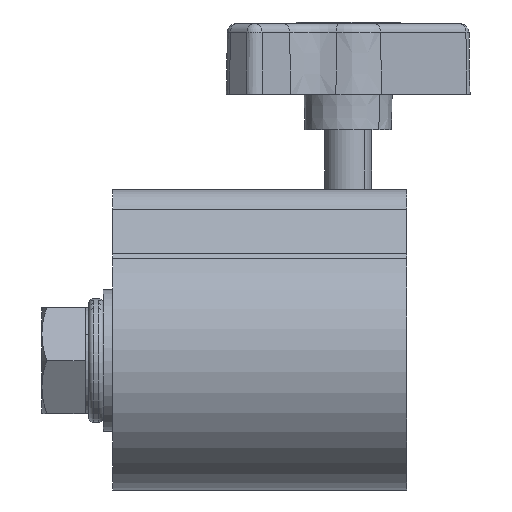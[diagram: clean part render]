
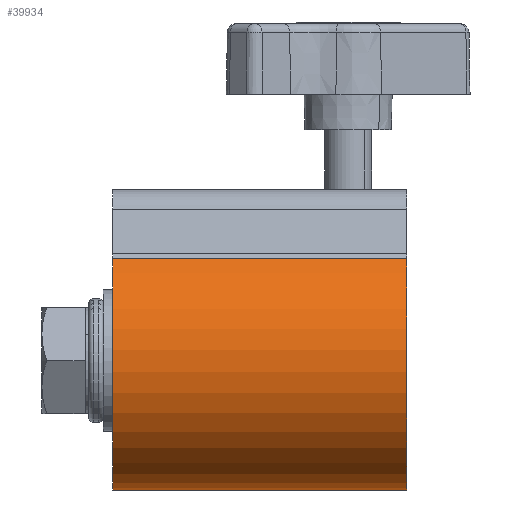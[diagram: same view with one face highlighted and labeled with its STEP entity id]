
A CAD part, left-side view. The second image highlights one B-rep face of the part: STEP entity #39934.
In plain terms, the highlighted cylindrical face has radius 22 mm (diameter 44 mm), a partial arc.
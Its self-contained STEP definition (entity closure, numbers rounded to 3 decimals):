
#1707 = DIRECTION ( 'NONE',  ( 0., 0., 1. ) ) ;
#4007 = LINE ( 'NONE', #32213, #42040 ) ;
#4313 = LINE ( 'NONE', #37408, #16943 ) ;
#4877 = CARTESIAN_POINT ( 'NONE',  ( 0., 25., -22. ) ) ;
#5022 = CIRCLE ( 'NONE', #26402, 22. ) ;
#5487 = AXIS2_PLACEMENT_3D ( 'NONE', #27815, #32734, #14412 ) ;
#7993 = ORIENTED_EDGE ( 'NONE', *, *, #58236, .T. ) ;
#13371 = VERTEX_POINT ( 'NONE', #19946 ) ;
#13642 = ORIENTED_EDGE ( 'NONE', *, *, #23425, .F. ) ;
#14354 = CARTESIAN_POINT ( 'NONE',  ( 0., 25., 0. ) ) ;
#14412 = DIRECTION ( 'NONE',  ( 0., 0., -1. ) ) ;
#14455 = CYLINDRICAL_SURFACE ( 'NONE', #5487, 22. ) ;
#16943 = VECTOR ( 'NONE', #41940, 1000. ) ;
#18878 = DIRECTION ( 'NONE',  ( 0., 0., 1. ) ) ;
#19946 = CARTESIAN_POINT ( 'NONE',  ( -13.575, 25., 17.312 ) ) ;
#22346 = EDGE_LOOP ( 'NONE', ( #13642, #7993, #48397, #43670 ) ) ;
#22745 = CARTESIAN_POINT ( 'NONE',  ( 0., -25., 0. ) ) ;
#23425 = EDGE_CURVE ( 'NONE', #56131, #13371, #26658, .T. ) ;
#23995 = CARTESIAN_POINT ( 'NONE',  ( 0., -25., -22. ) ) ;
#24738 = VERTEX_POINT ( 'NONE', #50183 ) ;
#25741 = FACE_OUTER_BOUND ( 'NONE', #22346, .T. ) ;
#26402 = AXIS2_PLACEMENT_3D ( 'NONE', #22745, #55300, #1707 ) ;
#26658 = CIRCLE ( 'NONE', #39493, 22. ) ;
#27815 = CARTESIAN_POINT ( 'NONE',  ( 0., 25., 0. ) ) ;
#31024 = EDGE_CURVE ( 'NONE', #24738, #13371, #4313, .T. ) ;
#32213 = CARTESIAN_POINT ( 'NONE',  ( 0., 25., -22. ) ) ;
#32734 = DIRECTION ( 'NONE',  ( 0., -1., 0. ) ) ;
#37408 = CARTESIAN_POINT ( 'NONE',  ( -13.575, 25., 17.312 ) ) ;
#39493 = AXIS2_PLACEMENT_3D ( 'NONE', #14354, #45890, #18878 ) ;
#39934 = ADVANCED_FACE ( 'NONE', ( #25741 ), #14455, .T. ) ;
#40825 = VERTEX_POINT ( 'NONE', #23995 ) ;
#41940 = DIRECTION ( 'NONE',  ( 0., 1., 0. ) ) ;
#42040 = VECTOR ( 'NONE', #46214, 1000. ) ;
#43670 = ORIENTED_EDGE ( 'NONE', *, *, #31024, .T. ) ;
#45890 = DIRECTION ( 'NONE',  ( 0., 1., 0. ) ) ;
#46214 = DIRECTION ( 'NONE',  ( 0., -1., 0. ) ) ;
#48397 = ORIENTED_EDGE ( 'NONE', *, *, #50296, .T. ) ;
#50183 = CARTESIAN_POINT ( 'NONE',  ( -13.575, -25., 17.312 ) ) ;
#50296 = EDGE_CURVE ( 'NONE', #40825, #24738, #5022, .T. ) ;
#55300 = DIRECTION ( 'NONE',  ( 0., 1., 0. ) ) ;
#56131 = VERTEX_POINT ( 'NONE', #4877 ) ;
#58236 = EDGE_CURVE ( 'NONE', #56131, #40825, #4007, .T. ) ;
